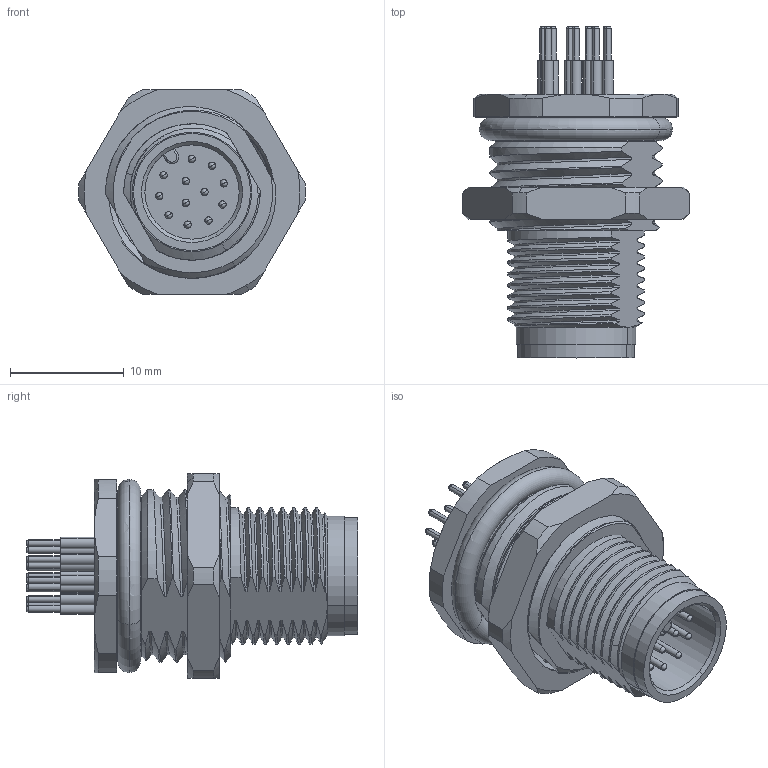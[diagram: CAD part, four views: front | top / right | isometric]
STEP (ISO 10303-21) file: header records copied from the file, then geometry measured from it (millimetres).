
FILE_DESCRIPTION (( 'STEP AP214' ), '1' );
FILE_NAME ('FCF2M12-SA12PSD0-00.STEP', '2024-04-23T10:16:19', ( '' ), ( '' ), 'SwSTEP 2.0', 'SolidWorks 2021', '' );
FILE_SCHEMA (( 'AUTOMOTIVE_DESIGN' ));
Length unit declared in the file: millimetre
Products named in the file (1): FCF2M12-SA12PSD0-00
Bounding box: 19.99 x 29.2 x 18 mm (x, y, z)
Volume: 3142.9 mm3; surface area: 3608.4 mm2
Topology: 1 solids, 2 shells, 432 faces, 1097 edges, 689 vertices
Faces by surface type: cylinder 152, bspline 91, cone 88, plane 68, sphere 24, torus 9
Entity records: 38692 total; most frequent: CARTESIAN_POINT 29173, ORIENTED_EDGE 2122, DIRECTION 1790, EDGE_CURVE 1061, AXIS2_PLACEMENT_3D 723, VERTEX_POINT 677, EDGE_LOOP 488, ADVANCED_FACE 432
